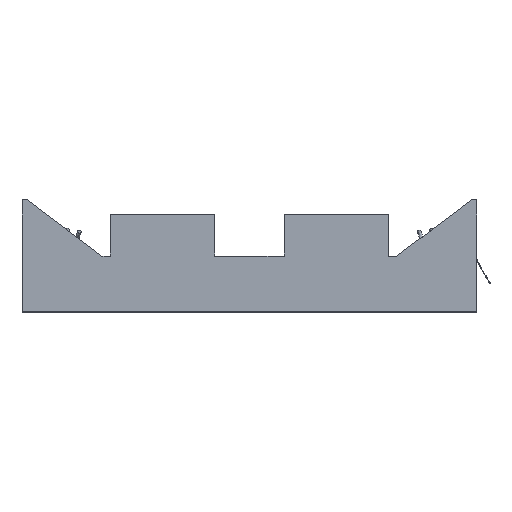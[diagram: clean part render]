
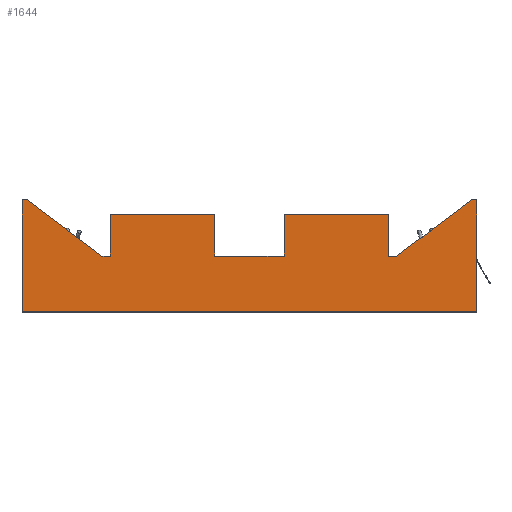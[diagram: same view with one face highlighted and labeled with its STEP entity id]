
A CAD part, top view. The second image highlights one B-rep face of the part: STEP entity #1644.
In plain terms, the highlighted planar face has unit normal (0, 0, 1).
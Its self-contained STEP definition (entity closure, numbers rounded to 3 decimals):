
#66 = VECTOR ( 'NONE', #4576, 1000. ) ;
#81 = CARTESIAN_POINT ( 'NONE',  ( 63.876, 32.15, 35.55 ) ) ;
#172 = CARTESIAN_POINT ( 'NONE',  ( 0., 32.15, 35.55 ) ) ;
#322 = CARTESIAN_POINT ( 'NONE',  ( -40., 28., 35.55 ) ) ;
#353 = DIRECTION ( 'NONE',  ( 0., -1., 0. ) ) ;
#371 = CARTESIAN_POINT ( 'NONE',  ( 0., 28., 35.55 ) ) ;
#719 = DIRECTION ( 'NONE',  ( -0.799, -0.601, 0. ) ) ;
#791 = EDGE_CURVE ( 'NONE', #6636, #2733, #1039, .T. ) ;
#884 = CARTESIAN_POINT ( 'NONE',  ( -40., 16., 35.55 ) ) ;
#958 = LINE ( 'NONE', #14344, #14323 ) ;
#974 = LINE ( 'NONE', #371, #14737 ) ;
#1038 = CARTESIAN_POINT ( 'NONE',  ( 40., 16., 35.55 ) ) ;
#1039 = LINE ( 'NONE', #4120, #9573 ) ;
#1103 = DIRECTION ( 'NONE',  ( -0.799, 0.601, 0. ) ) ;
#1510 = CARTESIAN_POINT ( 'NONE',  ( 10., 28., 35.55 ) ) ;
#1568 = VECTOR ( 'NONE', #13858, 1000. ) ;
#1634 = EDGE_CURVE ( 'NONE', #14272, #4074, #14659, .T. ) ;
#1644 = ADVANCED_FACE ( 'NONE', ( #7390 ), #5436, .F. ) ;
#1759 = EDGE_CURVE ( 'NONE', #16515, #6675, #8582, .T. ) ;
#2042 = ORIENTED_EDGE ( 'NONE', *, *, #1759, .F. ) ;
#2063 = VECTOR ( 'NONE', #719, 1000. ) ;
#2221 = EDGE_CURVE ( 'NONE', #9100, #4074, #13861, .T. ) ;
#2336 = CARTESIAN_POINT ( 'NONE',  ( -10., 28., 35.55 ) ) ;
#2356 = CARTESIAN_POINT ( 'NONE',  ( -15.333, -4.377, 35.55 ) ) ;
#2733 = VERTEX_POINT ( 'NONE', #11880 ) ;
#2829 = CARTESIAN_POINT ( 'NONE',  ( 10., 28., 35.55 ) ) ;
#2914 = VECTOR ( 'NONE', #8765, 1000. ) ;
#3047 = DIRECTION ( 'NONE',  ( 1., 0., 0. ) ) ;
#3207 = LINE ( 'NONE', #172, #9697 ) ;
#3270 = LINE ( 'NONE', #7780, #11568 ) ;
#3399 = CARTESIAN_POINT ( 'NONE',  ( 0., 16., 35.55 ) ) ;
#3459 = LINE ( 'NONE', #10430, #5914 ) ;
#3746 = ORIENTED_EDGE ( 'NONE', *, *, #4876, .T. ) ;
#3860 = VERTEX_POINT ( 'NONE', #9193 ) ;
#4074 = VERTEX_POINT ( 'NONE', #12179 ) ;
#4076 = DIRECTION ( 'NONE',  ( -1., 0., 0. ) ) ;
#4120 = CARTESIAN_POINT ( 'NONE',  ( 0., 16., 35.55 ) ) ;
#4387 = DIRECTION ( 'NONE',  ( 1., 0., 0. ) ) ;
#4399 = DIRECTION ( 'NONE',  ( 0., 0., -1. ) ) ;
#4576 = DIRECTION ( 'NONE',  ( 0., -1., 0. ) ) ;
#4620 = VERTEX_POINT ( 'NONE', #8725 ) ;
#4876 = EDGE_CURVE ( 'NONE', #11081, #6460, #3270, .T. ) ;
#4883 = ORIENTED_EDGE ( 'NONE', *, *, #791, .F. ) ;
#5209 = DIRECTION ( 'NONE',  ( 0., -1., 0. ) ) ;
#5262 = VECTOR ( 'NONE', #1103, 1000. ) ;
#5436 = PLANE ( 'NONE',  #14855 ) ;
#5625 = LINE ( 'NONE', #11243, #8456 ) ;
#5657 = VECTOR ( 'NONE', #11010, 1000. ) ;
#5770 = CARTESIAN_POINT ( 'NONE',  ( -65.4, 32.15, 35.55 ) ) ;
#5789 = DIRECTION ( 'NONE',  ( 0., -1., 0. ) ) ;
#5905 = CARTESIAN_POINT ( 'NONE',  ( 40., 28., 35.55 ) ) ;
#5914 = VECTOR ( 'NONE', #6496, 1000. ) ;
#5941 = DIRECTION ( 'NONE',  ( 0., -1., 0. ) ) ;
#6235 = ORIENTED_EDGE ( 'NONE', *, *, #13395, .T. ) ;
#6281 = ORIENTED_EDGE ( 'NONE', *, *, #13968, .T. ) ;
#6460 = VERTEX_POINT ( 'NONE', #884 ) ;
#6496 = DIRECTION ( 'NONE',  ( 1., 0., 0. ) ) ;
#6636 = VERTEX_POINT ( 'NONE', #1038 ) ;
#6661 = ORIENTED_EDGE ( 'NONE', *, *, #14829, .F. ) ;
#6673 = VERTEX_POINT ( 'NONE', #7530 ) ;
#6675 = VERTEX_POINT ( 'NONE', #7477 ) ;
#6955 = CARTESIAN_POINT ( 'NONE',  ( 0., 28., 35.55 ) ) ;
#6974 = VECTOR ( 'NONE', #5789, 1000. ) ;
#7390 = FACE_OUTER_BOUND ( 'NONE', #13113, .T. ) ;
#7477 = CARTESIAN_POINT ( 'NONE',  ( 65.4, 0., 35.55 ) ) ;
#7492 = CARTESIAN_POINT ( 'NONE',  ( 15.333, -4.377, 35.55 ) ) ;
#7530 = CARTESIAN_POINT ( 'NONE',  ( 40., 28., 35.55 ) ) ;
#7780 = CARTESIAN_POINT ( 'NONE',  ( -40., 28., 35.55 ) ) ;
#8075 = LINE ( 'NONE', #6955, #8858 ) ;
#8077 = CARTESIAN_POINT ( 'NONE',  ( 65.4, 32.15, 35.55 ) ) ;
#8173 = ORIENTED_EDGE ( 'NONE', *, *, #15649, .F. ) ;
#8456 = VECTOR ( 'NONE', #16431, 1000. ) ;
#8582 = LINE ( 'NONE', #13733, #66 ) ;
#8594 = ORIENTED_EDGE ( 'NONE', *, *, #12949, .T. ) ;
#8725 = CARTESIAN_POINT ( 'NONE',  ( -42.413, 16., 35.55 ) ) ;
#8765 = DIRECTION ( 'NONE',  ( 1., 0., 0. ) ) ;
#8858 = VECTOR ( 'NONE', #4387, 1000. ) ;
#9071 = ORIENTED_EDGE ( 'NONE', *, *, #1634, .T. ) ;
#9100 = VERTEX_POINT ( 'NONE', #16501 ) ;
#9193 = CARTESIAN_POINT ( 'NONE',  ( -65.4, 0., 35.55 ) ) ;
#9289 = LINE ( 'NONE', #5905, #1568 ) ;
#9322 = LINE ( 'NONE', #2356, #5262 ) ;
#9573 = VECTOR ( 'NONE', #13164, 1000. ) ;
#9697 = VECTOR ( 'NONE', #10373, 1000. ) ;
#9876 = EDGE_CURVE ( 'NONE', #4620, #6460, #3459, .T. ) ;
#10091 = VERTEX_POINT ( 'NONE', #5770 ) ;
#10305 = LINE ( 'NONE', #14842, #12336 ) ;
#10373 = DIRECTION ( 'NONE',  ( 1., 0., 0. ) ) ;
#10430 = CARTESIAN_POINT ( 'NONE',  ( 0., 16., 35.55 ) ) ;
#11010 = DIRECTION ( 'NONE',  ( 1., 0., 0. ) ) ;
#11081 = VERTEX_POINT ( 'NONE', #322 ) ;
#11243 = CARTESIAN_POINT ( 'NONE',  ( 0., 32.15, 35.55 ) ) ;
#11297 = ORIENTED_EDGE ( 'NONE', *, *, #15969, .F. ) ;
#11336 = VERTEX_POINT ( 'NONE', #81 ) ;
#11568 = VECTOR ( 'NONE', #5209, 1000. ) ;
#11578 = VERTEX_POINT ( 'NONE', #11966 ) ;
#11774 = EDGE_CURVE ( 'NONE', #3860, #6675, #12713, .T. ) ;
#11822 = CARTESIAN_POINT ( 'NONE',  ( 0., 16., 35.55 ) ) ;
#11880 = CARTESIAN_POINT ( 'NONE',  ( 42.413, 16., 35.55 ) ) ;
#11966 = CARTESIAN_POINT ( 'NONE',  ( -63.876, 32.15, 35.55 ) ) ;
#12043 = VERTEX_POINT ( 'NONE', #2336 ) ;
#12179 = CARTESIAN_POINT ( 'NONE',  ( 10., 16., 35.55 ) ) ;
#12336 = VECTOR ( 'NONE', #5941, 1000. ) ;
#12382 = EDGE_CURVE ( 'NONE', #11336, #16515, #3207, .T. ) ;
#12713 = LINE ( 'NONE', #13709, #5657 ) ;
#12949 = EDGE_CURVE ( 'NONE', #11336, #2733, #13843, .T. ) ;
#13113 = EDGE_LOOP ( 'NONE', ( #13766, #2042, #15300, #8594, #4883, #6661, #8173, #9071, #14947, #14231, #14127, #3746, #14020, #6235, #11297, #6281 ) ) ;
#13164 = DIRECTION ( 'NONE',  ( 1., 0., 0. ) ) ;
#13395 = EDGE_CURVE ( 'NONE', #4620, #11578, #9322, .T. ) ;
#13709 = CARTESIAN_POINT ( 'NONE',  ( 0., 0., 35.55 ) ) ;
#13733 = CARTESIAN_POINT ( 'NONE',  ( 65.4, 32.15, 35.55 ) ) ;
#13766 = ORIENTED_EDGE ( 'NONE', *, *, #11774, .T. ) ;
#13843 = LINE ( 'NONE', #7492, #2063 ) ;
#13858 = DIRECTION ( 'NONE',  ( 0., -1., 0. ) ) ;
#13861 = LINE ( 'NONE', #3399, #2914 ) ;
#13968 = EDGE_CURVE ( 'NONE', #10091, #3860, #10305, .T. ) ;
#14020 = ORIENTED_EDGE ( 'NONE', *, *, #9876, .F. ) ;
#14127 = ORIENTED_EDGE ( 'NONE', *, *, #14518, .F. ) ;
#14231 = ORIENTED_EDGE ( 'NONE', *, *, #15374, .F. ) ;
#14272 = VERTEX_POINT ( 'NONE', #2829 ) ;
#14323 = VECTOR ( 'NONE', #353, 1000. ) ;
#14344 = CARTESIAN_POINT ( 'NONE',  ( -10., 28., 35.55 ) ) ;
#14518 = EDGE_CURVE ( 'NONE', #11081, #12043, #974, .T. ) ;
#14659 = LINE ( 'NONE', #1510, #6974 ) ;
#14737 = VECTOR ( 'NONE', #3047, 1000. ) ;
#14829 = EDGE_CURVE ( 'NONE', #6673, #6636, #9289, .T. ) ;
#14842 = CARTESIAN_POINT ( 'NONE',  ( -65.4, 32.15, 35.55 ) ) ;
#14855 = AXIS2_PLACEMENT_3D ( 'NONE', #11822, #4399, #4076 ) ;
#14947 = ORIENTED_EDGE ( 'NONE', *, *, #2221, .F. ) ;
#15300 = ORIENTED_EDGE ( 'NONE', *, *, #12382, .F. ) ;
#15374 = EDGE_CURVE ( 'NONE', #12043, #9100, #958, .T. ) ;
#15649 = EDGE_CURVE ( 'NONE', #14272, #6673, #8075, .T. ) ;
#15969 = EDGE_CURVE ( 'NONE', #10091, #11578, #5625, .T. ) ;
#16431 = DIRECTION ( 'NONE',  ( 1., 0., 0. ) ) ;
#16501 = CARTESIAN_POINT ( 'NONE',  ( -10., 16., 35.55 ) ) ;
#16515 = VERTEX_POINT ( 'NONE', #8077 ) ;
